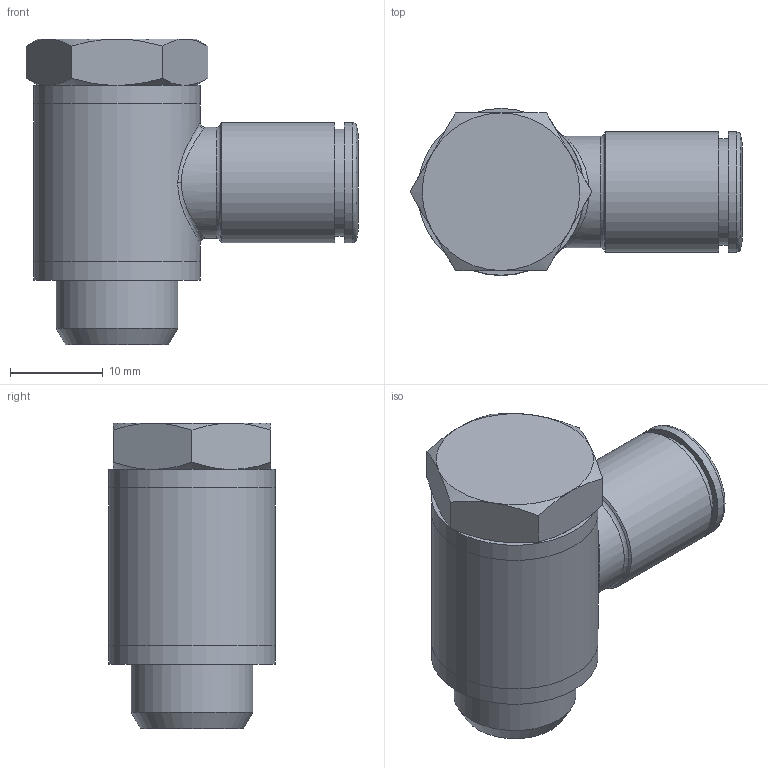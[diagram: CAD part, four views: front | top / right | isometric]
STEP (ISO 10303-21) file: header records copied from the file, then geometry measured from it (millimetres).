
FILE_DESCRIPTION(( 'RV.17.08.14.STP' ), '1');
FILE_NAME( 'RV.17.08.14.STP', '2018-10-09T16:43:27',( 'Sopra'),('sopra-pneumatic.com'), 'SwSTEP 2.0','SolidWorks 2009','' );
FILE_SCHEMA (('AUTOMOTIVE_DESIGN { 1 0 10303 214 1 1 1 1 }'));
Length unit declared in the file: millimetre
Products named in the file (6): Root; 800033; DR8-1_NEU; 14403; 800043_DTG._1-4_UNV.; R201208-i1
Assembly tree (5 placements, depth 2):
  Root
    800033
    DR8-1_NEU
    14403
    800043_DTG._1-4_UNV.
    R201208-i1
Bounding box: 35.81 x 18 x 33 mm (x, y, z)
Volume: 7216.2 mm3; surface area: 7022.3 mm2
Topology: 5 solids, 5 shells, 70 faces, 144 edges, 89 vertices
Faces by surface type: cone 26, plane 21, cylinder 19, torus 2, bspline 2
Full cylindrical faces by diameter (mm): 6.8 x1, 7 x1, 8.1 x1, 8.2 x1, 10.1 x1, 11 x1, 11.5 x1, 11.6 x1, 12 x1, 12.8 x1, 13 x2, 13.157 x1, 13.3 x1, 13.4 x1, 13.5 x1, 18 x3
Entity records: 3701 total; most frequent: CARTESIAN_POINT 1299, DIRECTION 328, PRESENTATION_STYLE_ASSIGNMENT 197, COLOUR_RGB 194, DRAUGHTING_PRE_DEFINED_CURVE_FONT 192, CURVE_STYLE 192, OVER_RIDING_STYLED_ITEM 192, ORIENTED_EDGE 192
